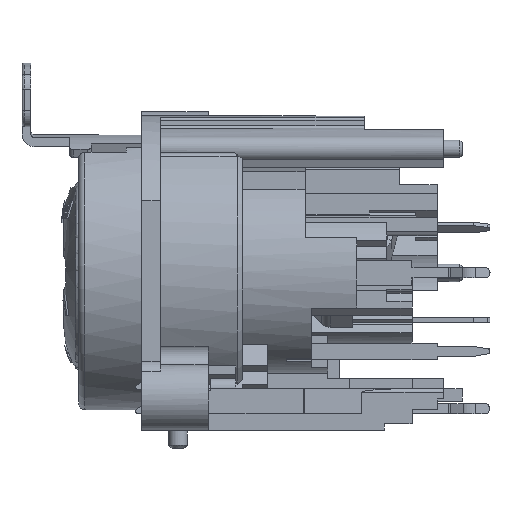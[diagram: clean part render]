
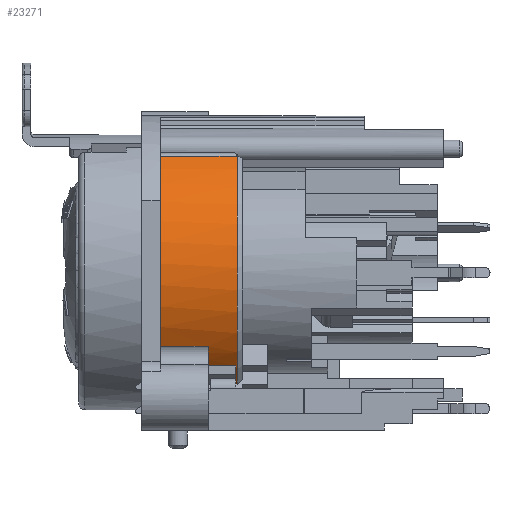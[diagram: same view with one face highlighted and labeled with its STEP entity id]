
A CAD part, left-side view. The second image highlights one B-rep face of the part: STEP entity #23271.
In plain terms, the highlighted cylindrical face has radius 10.9 mm (diameter 21.8 mm), a partial arc.
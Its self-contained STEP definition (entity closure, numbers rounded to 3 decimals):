
#2918=CARTESIAN_POINT('',(-7.473,-8.595,7.402));
#2919=VERTEX_POINT('',#2918);
#2926=CARTESIAN_POINT('',(-8.677,-8.595,8.966));
#2927=VERTEX_POINT('',#2926);
#2928=CARTESIAN_POINT('',(0.527,-8.595,14.805));
#2929=DIRECTION('',(0.0,-1.0,0.0));
#2930=DIRECTION('',(-1.0,0.0,0.0));
#2931=AXIS2_PLACEMENT_3D('',#2928,#2929,#2930);
#2932=CIRCLE('',#2931,10.9);
#2933=EDGE_CURVE('',#2927,#2919,#2932,.T.);
#23206=CARTESIAN_POINT('',(0.527,-1.295,14.805));
#23207=DIRECTION('',(0.,-1.0,0.));
#23208=DIRECTION('',(-1.0,0.0,0.0));
#23209=AXIS2_PLACEMENT_3D('',#23206,#23207,#23208);
#23210=CYLINDRICAL_SURFACE('',#23209,10.9);
#23211=CARTESIAN_POINT('',(-8.677,-4.795,8.966));
#23212=VERTEX_POINT('',#23211);
#23213=CARTESIAN_POINT('',(-8.677,-4.795,8.966));
#23214=DIRECTION('',(0.0,-1.0,0.0));
#23215=VECTOR('',#23214,3.8);
#23216=LINE('',#23213,#23215);
#23217=EDGE_CURVE('',#23212,#2927,#23216,.T.);
#23218=ORIENTED_EDGE('',*,*,#23217,.T.);
#23219=ORIENTED_EDGE('',*,*,#2933,.T.);
#23220=CARTESIAN_POINT('',(-7.473,-10.795,7.402));
#23221=VERTEX_POINT('',#23220);
#23222=CARTESIAN_POINT('',(-7.473,-8.595,7.402));
#23223=DIRECTION('',(0.0,-1.0,0.0));
#23224=VECTOR('',#23223,2.2);
#23225=LINE('',#23222,#23224);
#23226=EDGE_CURVE('',#2919,#23221,#23225,.T.);
#23227=ORIENTED_EDGE('',*,*,#23226,.T.);
#23228=CARTESIAN_POINT('',(-5.847,-10.795,5.964));
#23229=VERTEX_POINT('',#23228);
#23230=CARTESIAN_POINT('',(0.527,-10.795,14.805));
#23231=DIRECTION('',(0.,1.0,0.));
#23232=DIRECTION('',(0.734,0.,0.679));
#23233=AXIS2_PLACEMENT_3D('',#23230,#23231,#23232);
#23234=CIRCLE('',#23233,10.9);
#23235=EDGE_CURVE('',#23229,#23221,#23234,.T.);
#23236=ORIENTED_EDGE('',*,*,#23235,.F.);
#23237=CARTESIAN_POINT('',(-5.847,-10.895,5.964));
#23238=VERTEX_POINT('',#23237);
#23239=CARTESIAN_POINT('',(-5.847,-10.795,5.964));
#23240=DIRECTION('',(0.0,-1.0,0.0));
#23241=VECTOR('',#23240,0.1);
#23242=LINE('',#23239,#23241);
#23243=EDGE_CURVE('',#23229,#23238,#23242,.T.);
#23244=ORIENTED_EDGE('',*,*,#23243,.T.);
#23245=CARTESIAN_POINT('',(-5.195,-10.895,24.082));
#23246=VERTEX_POINT('',#23245);
#23247=CARTESIAN_POINT('',(0.527,-10.895,14.805));
#23248=DIRECTION('',(0.0,-1.0,0.0));
#23249=DIRECTION('',(-1.0,0.0,0.0));
#23250=AXIS2_PLACEMENT_3D('',#23247,#23248,#23249);
#23251=CIRCLE('',#23250,10.9);
#23252=EDGE_CURVE('',#23246,#23238,#23251,.T.);
#23253=ORIENTED_EDGE('',*,*,#23252,.F.);
#23254=CARTESIAN_POINT('',(-5.195,-4.795,24.082));
#23255=VERTEX_POINT('',#23254);
#23256=CARTESIAN_POINT('',(-5.195,-4.795,24.082));
#23257=DIRECTION('',(0.0,-1.0,0.0));
#23258=VECTOR('',#23257,6.1);
#23259=LINE('',#23256,#23258);
#23260=EDGE_CURVE('',#23255,#23246,#23259,.T.);
#23261=ORIENTED_EDGE('',*,*,#23260,.F.);
#23262=CARTESIAN_POINT('',(0.527,-4.795,14.805));
#23263=DIRECTION('',(0.0,-1.0,0.0));
#23264=DIRECTION('',(-1.0,0.0,0.0));
#23265=AXIS2_PLACEMENT_3D('',#23262,#23263,#23264);
#23266=CIRCLE('',#23265,10.9);
#23267=EDGE_CURVE('',#23255,#23212,#23266,.T.);
#23268=ORIENTED_EDGE('',*,*,#23267,.T.);
#23269=EDGE_LOOP('',(#23218,#23219,#23227,#23236,#23244,#23253,#23261,#23268));
#23270=FACE_OUTER_BOUND('',#23269,.T.);
#23271=ADVANCED_FACE('',(#23270),#23210,.T.);
